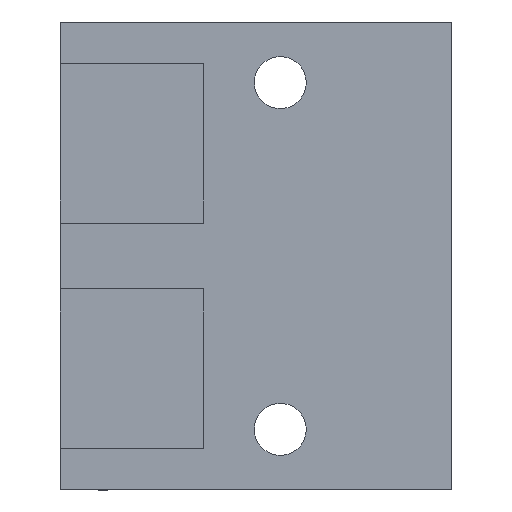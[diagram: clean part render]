
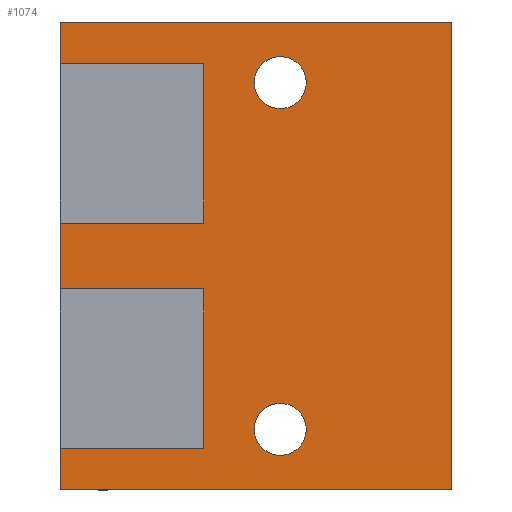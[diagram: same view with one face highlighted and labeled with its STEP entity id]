
A CAD part, front view. The second image highlights one B-rep face of the part: STEP entity #1074.
In plain terms, the highlighted planar face has unit normal (0, -1, 0).
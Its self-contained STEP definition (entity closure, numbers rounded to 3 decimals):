
#23=FACE_BOUND('',#153,.T.);
#24=FACE_BOUND('',#154,.T.);
#42=PLANE('',#1202);
#88=FACE_OUTER_BOUND('',#152,.T.);
#152=EDGE_LOOP('',(#866,#867,#868,#869,#870,#871,#872,#873,#874,#875,#876,
#877));
#153=EDGE_LOOP('',(#878,#879));
#154=EDGE_LOOP('',(#880));
#243=CIRCLE('',#1203,1.5);
#244=CIRCLE('',#1204,1.5);
#267=LINE('',#1654,#356);
#272=LINE('',#1663,#361);
#287=LINE('',#1747,#376);
#292=LINE('',#1756,#381);
#297=LINE('',#1781,#386);
#300=LINE('',#1791,#389);
#301=LINE('',#1793,#390);
#302=LINE('',#1795,#391);
#303=LINE('',#1797,#392);
#304=LINE('',#1799,#393);
#305=LINE('',#1800,#394);
#306=LINE('',#1801,#395);
#307=LINE('',#1804,#396);
#356=VECTOR('',#1325,10.);
#361=VECTOR('',#1332,10.);
#376=VECTOR('',#1425,10.);
#381=VECTOR('',#1432,10.);
#386=VECTOR('',#1459,10.);
#389=VECTOR('',#1468,10.);
#390=VECTOR('',#1469,10.);
#391=VECTOR('',#1470,10.);
#392=VECTOR('',#1471,10.);
#393=VECTOR('',#1472,10.);
#394=VECTOR('',#1473,10.);
#395=VECTOR('',#1474,10.);
#396=VECTOR('',#1475,10.);
#457=VERTEX_POINT('',#1651);
#458=VERTEX_POINT('',#1653);
#461=VERTEX_POINT('',#1661);
#490=VERTEX_POINT('',#1744);
#491=VERTEX_POINT('',#1746);
#494=VERTEX_POINT('',#1754);
#503=VERTEX_POINT('',#1780);
#507=VERTEX_POINT('',#1790);
#508=VERTEX_POINT('',#1792);
#509=VERTEX_POINT('',#1794);
#510=VERTEX_POINT('',#1796);
#511=VERTEX_POINT('',#1798);
#512=VERTEX_POINT('',#1802);
#513=VERTEX_POINT('',#1803);
#514=VERTEX_POINT('',#1806);
#574=EDGE_CURVE('',#458,#457,#267,.T.);
#579=EDGE_CURVE('',#457,#461,#272,.T.);
#620=EDGE_CURVE('',#491,#490,#287,.T.);
#625=EDGE_CURVE('',#490,#494,#292,.T.);
#636=EDGE_CURVE('',#503,#458,#297,.T.);
#641=EDGE_CURVE('',#507,#461,#300,.T.);
#642=EDGE_CURVE('',#508,#507,#301,.T.);
#643=EDGE_CURVE('',#508,#509,#302,.F.);
#644=EDGE_CURVE('',#510,#509,#303,.T.);
#645=EDGE_CURVE('',#511,#510,#304,.T.);
#646=EDGE_CURVE('',#511,#491,#305,.T.);
#647=EDGE_CURVE('',#503,#494,#306,.T.);
#648=EDGE_CURVE('',#512,#513,#307,.T.);
#649=EDGE_CURVE('',#512,#513,#243,.T.);
#650=EDGE_CURVE('',#514,#514,#244,.T.);
#866=ORIENTED_EDGE('',*,*,#579,.T.);
#867=ORIENTED_EDGE('',*,*,#641,.F.);
#868=ORIENTED_EDGE('',*,*,#642,.F.);
#869=ORIENTED_EDGE('',*,*,#643,.T.);
#870=ORIENTED_EDGE('',*,*,#644,.F.);
#871=ORIENTED_EDGE('',*,*,#645,.F.);
#872=ORIENTED_EDGE('',*,*,#646,.T.);
#873=ORIENTED_EDGE('',*,*,#620,.T.);
#874=ORIENTED_EDGE('',*,*,#625,.T.);
#875=ORIENTED_EDGE('',*,*,#647,.F.);
#876=ORIENTED_EDGE('',*,*,#636,.T.);
#877=ORIENTED_EDGE('',*,*,#574,.T.);
#878=ORIENTED_EDGE('',*,*,#648,.F.);
#879=ORIENTED_EDGE('',*,*,#649,.T.);
#880=ORIENTED_EDGE('',*,*,#650,.T.);
#1074=ADVANCED_FACE('',(#88,#23,#24),#42,.T.);
#1202=AXIS2_PLACEMENT_3D('',#1789,#1466,#1467);
#1203=AXIS2_PLACEMENT_3D('',#1805,#1476,#1477);
#1204=AXIS2_PLACEMENT_3D('',#1807,#1478,#1479);
#1325=DIRECTION('',(0.,0.,-1.));
#1332=DIRECTION('',(-1.,0.,0.));
#1425=DIRECTION('',(0.,0.,-1.));
#1432=DIRECTION('',(-1.,0.,0.));
#1459=DIRECTION('',(1.,0.,0.));
#1466=DIRECTION('center_axis',(0.,-1.,0.));
#1467=DIRECTION('ref_axis',(1.,0.,0.));
#1468=DIRECTION('',(0.,0.,1.));
#1469=DIRECTION('',(-1.,0.,0.));
#1470=DIRECTION('',(0.,0.,-1.));
#1471=DIRECTION('',(1.,0.,0.));
#1472=DIRECTION('',(0.,0.,1.));
#1473=DIRECTION('',(1.,0.,0.));
#1474=DIRECTION('',(0.,0.,1.));
#1475=DIRECTION('',(0.,0.,-1.));
#1476=DIRECTION('center_axis',(0.,1.,0.));
#1477=DIRECTION('ref_axis',(1.,0.,0.));
#1478=DIRECTION('center_axis',(0.,1.,0.));
#1479=DIRECTION('ref_axis',(1.,0.,0.));
#1651=CARTESIAN_POINT('',(-14.419,74.499,-11.1));
#1653=CARTESIAN_POINT('',(-14.419,74.499,-1.9));
#1654=CARTESIAN_POINT('',(-14.419,74.499,11.1));
#1661=CARTESIAN_POINT('',(-22.7,74.499,-11.1));
#1663=CARTESIAN_POINT('',(-21.1,74.499,-11.1));
#1744=CARTESIAN_POINT('',(-14.419,74.499,1.9));
#1746=CARTESIAN_POINT('',(-14.419,74.499,11.1));
#1747=CARTESIAN_POINT('',(-14.419,74.499,11.1));
#1754=CARTESIAN_POINT('',(-22.7,74.499,1.9));
#1756=CARTESIAN_POINT('',(-18.3,74.499,1.9));
#1780=CARTESIAN_POINT('',(-22.7,74.499,-1.9));
#1781=CARTESIAN_POINT('',(-18.3,74.499,-1.9));
#1789=CARTESIAN_POINT('Origin',(-22.7,74.499,-13.5));
#1790=CARTESIAN_POINT('',(-22.7,74.499,-13.5));
#1791=CARTESIAN_POINT('',(-22.7,74.499,-13.5));
#1792=CARTESIAN_POINT('',(-0.1,74.499,-13.5));
#1793=CARTESIAN_POINT('',(-5.675,74.499,-13.5));
#1794=CARTESIAN_POINT('',(-0.1,74.499,13.5));
#1795=CARTESIAN_POINT('',(-0.1,74.499,-13.5));
#1796=CARTESIAN_POINT('',(-22.7,74.499,13.5));
#1797=CARTESIAN_POINT('',(-17.025,74.499,13.5));
#1798=CARTESIAN_POINT('',(-22.7,74.499,11.1));
#1799=CARTESIAN_POINT('',(-22.7,74.499,-13.5));
#1800=CARTESIAN_POINT('',(-21.1,74.499,11.1));
#1801=CARTESIAN_POINT('',(-22.7,74.499,-13.5));
#1802=CARTESIAN_POINT('',(-11.5,74.499,-10.));
#1803=CARTESIAN_POINT('',(-11.5,74.499,-10.002));
#1804=CARTESIAN_POINT('',(-11.5,74.499,-10.));
#1805=CARTESIAN_POINT('Origin',(-10.,74.499,-10.));
#1806=CARTESIAN_POINT('',(-11.5,74.499,10.));
#1807=CARTESIAN_POINT('Origin',(-10.,74.499,10.));
